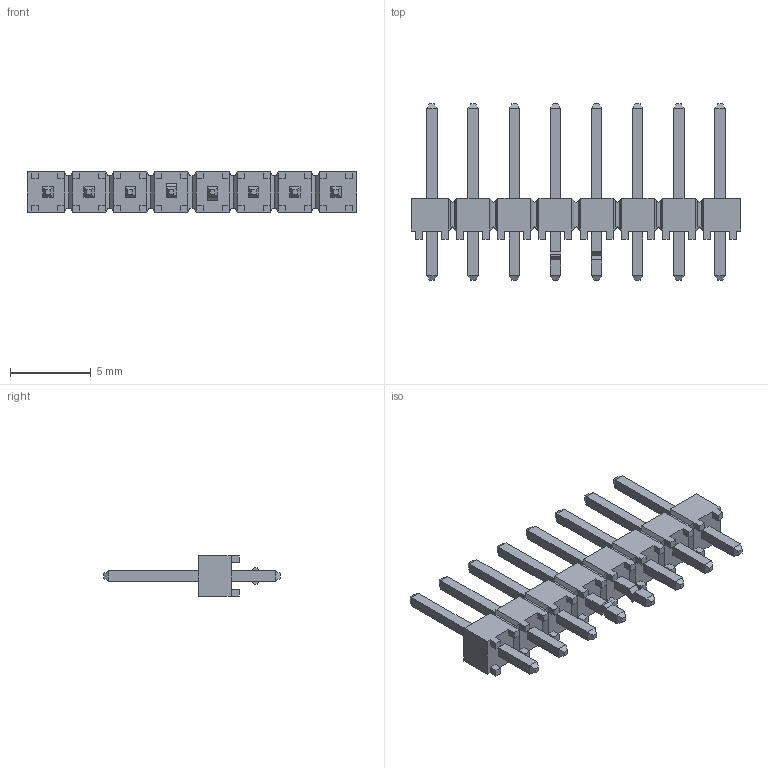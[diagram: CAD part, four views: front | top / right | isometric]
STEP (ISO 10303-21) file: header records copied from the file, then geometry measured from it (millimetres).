
FILE_DESCRIPTION(/* description */ ('STEP AP242','CAx-IF Rec.Pracs.---Representation and Presentation of Product Manufacturing Information (PMI)---4.0---2014-10-13','CAx-IF Rec.Pracs.---3D Tessellated Geometry---0.4---2014-09-14','2;1'),/* implementation_level */ '2;1');
FILE_NAME(/* name */ 'HTSW-108-07-G-S-LL',/* time_stamp */ '2025-10-26T18:15:03+01:00',/* author */ ('License CC BY-ND 4.0'),/* organization */ ('CADENAS'),/* preprocessor_version */ 'ST-DEVELOPER v19.3',/* originating_system */ 'PARTsolutions',/* authorisation */ ' ');
FILE_SCHEMA (('AP242_MANAGED_MODEL_BASED_3D_ENGINEERING_MIM_LF { 1 0 10303 442 1 1 4 }'));
Length unit declared in the file: inch
Products named in the file (4): HTSW-108-07-G-S-LL; HTSW-108-07-G-S-LL_body; T-1S6-07-HTSW-1--07-8--G-S-LL; T-1S6-07-HTSW-1--07-8--G-S-LL2
Assembly tree (3 placements, depth 2):
  HTSW-108-07-G-S-LL
    HTSW-108-07-G-S-LL_body
    T-1S6-07-HTSW-1--07-8--G-S-LL
    T-1S6-07-HTSW-1--07-8--G-S-LL2
Bounding box: 20.32 x 10.92 x 2.49 mm (x, y, z)
Volume: 130.5 mm3; surface area: 547.2 mm2
Topology: 3 solids, 3 shells, 434 faces, 1088 edges, 676 vertices
Faces by surface type: plane 434
Entity records: 12616 total; most frequent: CARTESIAN_POINT 2202, ORIENTED_EDGE 2176, DIRECTION 1964, EDGE_CURVE 1088, LINE 1088, VECTOR 1088, VERTEX_POINT 676, EDGE_LOOP 466
